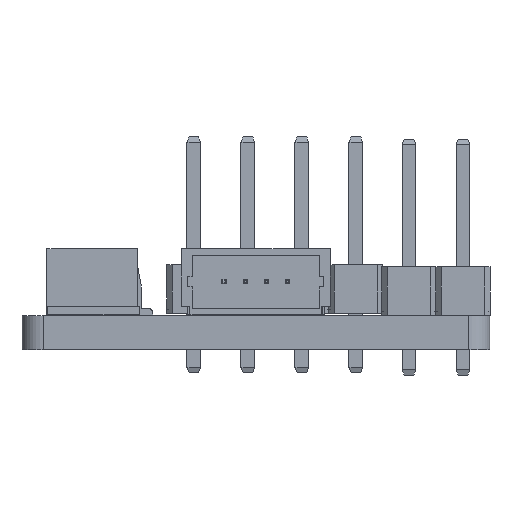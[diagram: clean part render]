
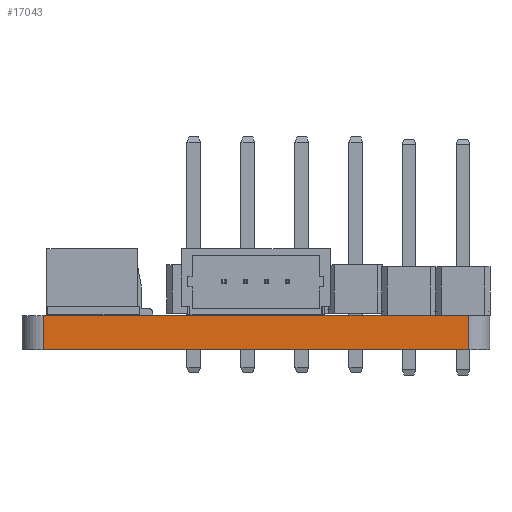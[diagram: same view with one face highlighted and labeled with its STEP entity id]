
A CAD part, left-side view. The second image highlights one B-rep face of the part: STEP entity #17043.
In plain terms, the highlighted planar face has unit normal (-1, 0, 0).
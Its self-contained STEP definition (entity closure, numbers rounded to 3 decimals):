
#16925 = EDGE_CURVE('',#16926,#16928,#16930,.T.);
#16926 = VERTEX_POINT('',#16927);
#16927 = CARTESIAN_POINT('',(0.,1.,0.));
#16928 = VERTEX_POINT('',#16929);
#16929 = CARTESIAN_POINT('',(0.,1.,1.6));
#16930 = SURFACE_CURVE('',#16931,(#16935,#16947),.PCURVE_S1.);
#16931 = LINE('',#16932,#16933);
#16932 = CARTESIAN_POINT('',(0.,1.,0.));
#16933 = VECTOR('',#16934,1.);
#16934 = DIRECTION('',(0.,0.,1.));
#16935 = PCURVE('',#16936,#16941);
#16936 = CYLINDRICAL_SURFACE('',#16937,1.);
#16937 = AXIS2_PLACEMENT_3D('',#16938,#16939,#16940);
#16938 = CARTESIAN_POINT('',(1.,1.,0.));
#16939 = DIRECTION('',(-0.,-0.,-1.));
#16940 = DIRECTION('',(1.,0.,-0.));
#16941 = DEFINITIONAL_REPRESENTATION('',(#16942),#16946);
#16942 = LINE('',#16943,#16944);
#16943 = CARTESIAN_POINT('',(-3.142,0.));
#16944 = VECTOR('',#16945,1.);
#16945 = DIRECTION('',(-0.,-1.));
#16946 = ( GEOMETRIC_REPRESENTATION_CONTEXT(2) 
PARAMETRIC_REPRESENTATION_CONTEXT() REPRESENTATION_CONTEXT('2D SPACE',''
  ) );
#16947 = PCURVE('',#16948,#16953);
#16948 = PLANE('',#16949);
#16949 = AXIS2_PLACEMENT_3D('',#16950,#16951,#16952);
#16950 = CARTESIAN_POINT('',(0.,1.,0.));
#16951 = DIRECTION('',(-1.,0.,0.));
#16952 = DIRECTION('',(0.,1.,0.));
#16953 = DEFINITIONAL_REPRESENTATION('',(#16954),#16958);
#16954 = LINE('',#16955,#16956);
#16955 = CARTESIAN_POINT('',(0.,0.));
#16956 = VECTOR('',#16957,1.);
#16957 = DIRECTION('',(0.,-1.));
#16958 = ( GEOMETRIC_REPRESENTATION_CONTEXT(2) 
PARAMETRIC_REPRESENTATION_CONTEXT() REPRESENTATION_CONTEXT('2D SPACE',''
  ) );
#16977 = PLANE('',#16978);
#16978 = AXIS2_PLACEMENT_3D('',#16979,#16980,#16981);
#16979 = CARTESIAN_POINT('',(11.,11.,1.6));
#16980 = DIRECTION('',(0.,0.,1.));
#16981 = DIRECTION('',(1.,0.,-0.));
#17032 = PLANE('',#17033);
#17033 = AXIS2_PLACEMENT_3D('',#17034,#17035,#17036);
#17034 = CARTESIAN_POINT('',(11.,11.,0.));
#17035 = DIRECTION('',(0.,0.,1.));
#17036 = DIRECTION('',(1.,0.,-0.));
#17043 = ADVANCED_FACE('',(#17044),#16948,.T.);
#17044 = FACE_BOUND('',#17045,.T.);
#17045 = EDGE_LOOP('',(#17046,#17047,#17070,#17098));
#17046 = ORIENTED_EDGE('',*,*,#16925,.T.);
#17047 = ORIENTED_EDGE('',*,*,#17048,.T.);
#17048 = EDGE_CURVE('',#16928,#17049,#17051,.T.);
#17049 = VERTEX_POINT('',#17050);
#17050 = CARTESIAN_POINT('',(0.,21.,1.6));
#17051 = SURFACE_CURVE('',#17052,(#17056,#17063),.PCURVE_S1.);
#17052 = LINE('',#17053,#17054);
#17053 = CARTESIAN_POINT('',(0.,1.,1.6));
#17054 = VECTOR('',#17055,1.);
#17055 = DIRECTION('',(0.,1.,0.));
#17056 = PCURVE('',#16948,#17057);
#17057 = DEFINITIONAL_REPRESENTATION('',(#17058),#17062);
#17058 = LINE('',#17059,#17060);
#17059 = CARTESIAN_POINT('',(0.,-1.6));
#17060 = VECTOR('',#17061,1.);
#17061 = DIRECTION('',(1.,0.));
#17062 = ( GEOMETRIC_REPRESENTATION_CONTEXT(2) 
PARAMETRIC_REPRESENTATION_CONTEXT() REPRESENTATION_CONTEXT('2D SPACE',''
  ) );
#17063 = PCURVE('',#16977,#17064);
#17064 = DEFINITIONAL_REPRESENTATION('',(#17065),#17069);
#17065 = LINE('',#17066,#17067);
#17066 = CARTESIAN_POINT('',(-11.,-10.));
#17067 = VECTOR('',#17068,1.);
#17068 = DIRECTION('',(0.,1.));
#17069 = ( GEOMETRIC_REPRESENTATION_CONTEXT(2) 
PARAMETRIC_REPRESENTATION_CONTEXT() REPRESENTATION_CONTEXT('2D SPACE',''
  ) );
#17070 = ORIENTED_EDGE('',*,*,#17071,.F.);
#17071 = EDGE_CURVE('',#17072,#17049,#17074,.T.);
#17072 = VERTEX_POINT('',#17073);
#17073 = CARTESIAN_POINT('',(0.,21.,0.));
#17074 = SURFACE_CURVE('',#17075,(#17079,#17086),.PCURVE_S1.);
#17075 = LINE('',#17076,#17077);
#17076 = CARTESIAN_POINT('',(0.,21.,0.));
#17077 = VECTOR('',#17078,1.);
#17078 = DIRECTION('',(0.,0.,1.));
#17079 = PCURVE('',#16948,#17080);
#17080 = DEFINITIONAL_REPRESENTATION('',(#17081),#17085);
#17081 = LINE('',#17082,#17083);
#17082 = CARTESIAN_POINT('',(20.,0.));
#17083 = VECTOR('',#17084,1.);
#17084 = DIRECTION('',(0.,-1.));
#17085 = ( GEOMETRIC_REPRESENTATION_CONTEXT(2) 
PARAMETRIC_REPRESENTATION_CONTEXT() REPRESENTATION_CONTEXT('2D SPACE',''
  ) );
#17086 = PCURVE('',#17087,#17092);
#17087 = CYLINDRICAL_SURFACE('',#17088,1.);
#17088 = AXIS2_PLACEMENT_3D('',#17089,#17090,#17091);
#17089 = CARTESIAN_POINT('',(1.,21.,0.));
#17090 = DIRECTION('',(-0.,-0.,-1.));
#17091 = DIRECTION('',(1.,0.,-0.));
#17092 = DEFINITIONAL_REPRESENTATION('',(#17093),#17097);
#17093 = LINE('',#17094,#17095);
#17094 = CARTESIAN_POINT('',(-3.142,0.));
#17095 = VECTOR('',#17096,1.);
#17096 = DIRECTION('',(-0.,-1.));
#17097 = ( GEOMETRIC_REPRESENTATION_CONTEXT(2) 
PARAMETRIC_REPRESENTATION_CONTEXT() REPRESENTATION_CONTEXT('2D SPACE',''
  ) );
#17098 = ORIENTED_EDGE('',*,*,#17099,.F.);
#17099 = EDGE_CURVE('',#16926,#17072,#17100,.T.);
#17100 = SURFACE_CURVE('',#17101,(#17105,#17112),.PCURVE_S1.);
#17101 = LINE('',#17102,#17103);
#17102 = CARTESIAN_POINT('',(0.,1.,0.));
#17103 = VECTOR('',#17104,1.);
#17104 = DIRECTION('',(0.,1.,0.));
#17105 = PCURVE('',#16948,#17106);
#17106 = DEFINITIONAL_REPRESENTATION('',(#17107),#17111);
#17107 = LINE('',#17108,#17109);
#17108 = CARTESIAN_POINT('',(0.,0.));
#17109 = VECTOR('',#17110,1.);
#17110 = DIRECTION('',(1.,0.));
#17111 = ( GEOMETRIC_REPRESENTATION_CONTEXT(2) 
PARAMETRIC_REPRESENTATION_CONTEXT() REPRESENTATION_CONTEXT('2D SPACE',''
  ) );
#17112 = PCURVE('',#17032,#17113);
#17113 = DEFINITIONAL_REPRESENTATION('',(#17114),#17118);
#17114 = LINE('',#17115,#17116);
#17115 = CARTESIAN_POINT('',(-11.,-10.));
#17116 = VECTOR('',#17117,1.);
#17117 = DIRECTION('',(0.,1.));
#17118 = ( GEOMETRIC_REPRESENTATION_CONTEXT(2) 
PARAMETRIC_REPRESENTATION_CONTEXT() REPRESENTATION_CONTEXT('2D SPACE',''
  ) );
